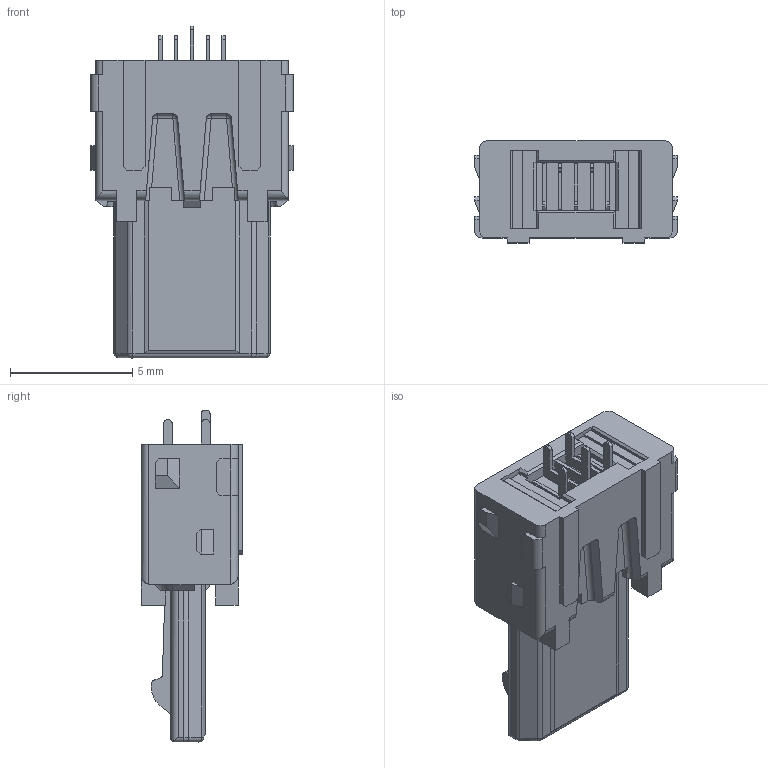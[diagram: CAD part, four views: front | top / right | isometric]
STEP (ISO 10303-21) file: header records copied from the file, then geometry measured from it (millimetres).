
FILE_DESCRIPTION(('Creo Elements/Direct Modeling STEP Export'),'2;1');
FILE_NAME('ZX20-B-5S-UNIT.stp','2016-08-06T15:57:21',(''),(''),'Creo Elements/Direct Modeling STEP processor for AP214 (Solid Model)','Creo Elements/Direct Modeling 18.1E 22-Nov-2013 (C) Parametric Technology GmbH','');
FILE_SCHEMA(('AUTOMOTIVE_DESIGN { 1 0 10303 214 1 1 1 1 }'));
Length unit declared in the file: millimetre
Products named in the file (1): ZX20-B-5S-UNIT
Bounding box: 8.3 x 4.17 x 13.6 mm (x, y, z)
Volume: 220.9 mm3; surface area: 376.7 mm2
Topology: 1 solids, 1 shells, 329 faces, 905 edges, 580 vertices
Faces by surface type: plane 238, cylinder 71, cone 8, sphere 8, torus 4
Entity records: 10305 total; most frequent: CARTESIAN_POINT 1946, ORIENTED_EDGE 1794, DIRECTION 1649, EDGE_CURVE 897, VECTOR 733, LINE 733, VERTEX_POINT 580, AXIS2_PLACEMENT_3D 458
